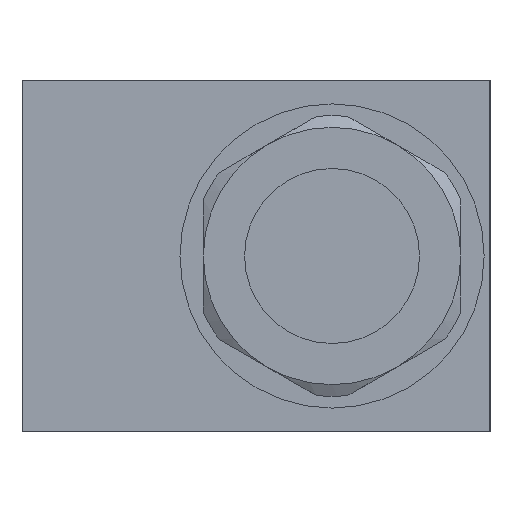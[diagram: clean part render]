
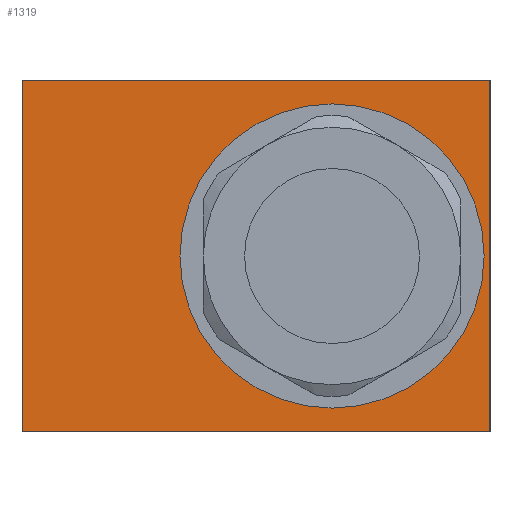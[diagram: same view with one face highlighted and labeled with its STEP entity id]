
A CAD part, left-side view. The second image highlights one B-rep face of the part: STEP entity #1319.
In plain terms, the highlighted planar face has unit normal (-1, 0, 0).
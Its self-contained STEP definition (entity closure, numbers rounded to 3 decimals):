
#56=LINE('',#2355,#104);
#61=LINE('',#2369,#109);
#64=LINE('',#2375,#112);
#67=LINE('',#2386,#115);
#104=VECTOR('',#1501,1000.);
#109=VECTOR('',#1510,1000.);
#112=VECTOR('',#1515,1000.);
#115=VECTOR('',#1528,1000.);
#157=CIRCLE('',#1391,13.);
#209=PLANE('',#1390);
#257=ORIENTED_EDGE('',*,*,#501,.T.);
#258=ORIENTED_EDGE('',*,*,#485,.T.);
#259=ORIENTED_EDGE('',*,*,#500,.F.);
#260=ORIENTED_EDGE('',*,*,#491,.T.);
#261=ORIENTED_EDGE('',*,*,#494,.T.);
#485=EDGE_CURVE('',#611,#612,#56,.T.);
#491=EDGE_CURVE('',#618,#616,#61,.T.);
#494=EDGE_CURVE('',#616,#611,#64,.T.);
#500=EDGE_CURVE('',#618,#612,#67,.T.);
#501=EDGE_CURVE('',#623,#623,#157,.T.);
#611=VERTEX_POINT('',#2356);
#612=VERTEX_POINT('',#2357);
#616=VERTEX_POINT('',#2367);
#618=VERTEX_POINT('',#2370);
#623=VERTEX_POINT('',#2389);
#708=EDGE_LOOP('',(#257));
#709=EDGE_LOOP('',(#258,#259,#260,#261));
#790=FACE_BOUND('',#708,.T.);
#791=FACE_BOUND('',#709,.T.);
#1319=ADVANCED_FACE('',(#790,#791),#209,.T.);
#1390=AXIS2_PLACEMENT_3D('',#2387,#1529,#1530);
#1391=AXIS2_PLACEMENT_3D('',#2388,#1531,#1532);
#1501=DIRECTION('',(0.,1.,0.));
#1510=DIRECTION('',(0.,-1.,0.));
#1515=DIRECTION('',(0.,0.,1.));
#1528=DIRECTION('',(0.,0.,1.));
#1529=DIRECTION('',(-1.,0.,0.));
#1530=DIRECTION('',(0.,0.,1.));
#1531=DIRECTION('',(1.,0.,0.));
#1532=DIRECTION('',(0.,1.,0.));
#2355=CARTESIAN_POINT('',(-17.5,0.,30.));
#2356=CARTESIAN_POINT('',(-17.5,0.,30.));
#2357=CARTESIAN_POINT('',(-17.5,40.,30.));
#2367=CARTESIAN_POINT('',(-17.5,0.,0.));
#2369=CARTESIAN_POINT('',(-17.5,40.,0.));
#2370=CARTESIAN_POINT('',(-17.5,40.,0.));
#2375=CARTESIAN_POINT('',(-17.5,0.,0.));
#2386=CARTESIAN_POINT('',(-17.5,40.,0.));
#2387=CARTESIAN_POINT('',(-17.5,0.,0.));
#2388=CARTESIAN_POINT('',(-17.5,13.5,15.));
#2389=CARTESIAN_POINT('',(-17.5,26.5,15.));
